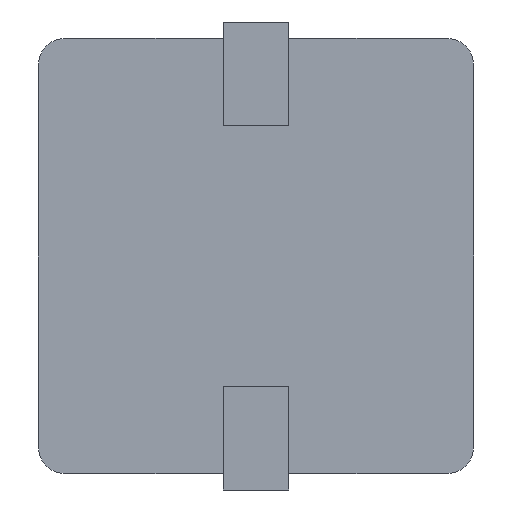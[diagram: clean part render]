
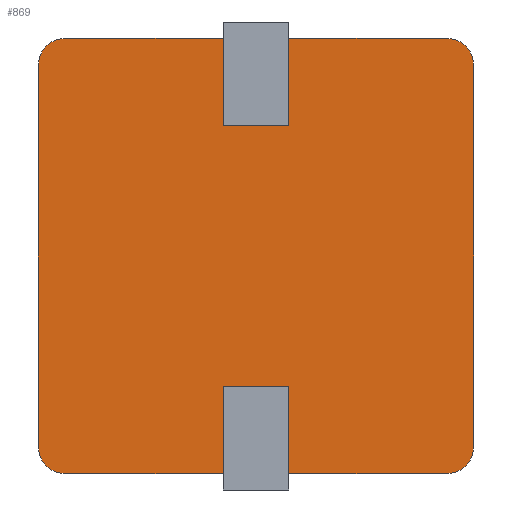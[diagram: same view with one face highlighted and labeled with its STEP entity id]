
A CAD part, front view. The second image highlights one B-rep face of the part: STEP entity #869.
In plain terms, the highlighted planar face has unit normal (0, -1, 0).
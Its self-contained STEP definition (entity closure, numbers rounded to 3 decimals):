
#21 = ORIENTED_EDGE ( 'NONE', *, *, #2668, .F. ) ;
#26 = ORIENTED_EDGE ( 'NONE', *, *, #4008, .F. ) ;
#53 = CARTESIAN_POINT ( 'NONE',  ( 0.3, 0., -2. ) ) ;
#95 = CARTESIAN_POINT ( 'NONE',  ( -0.3, 0., -1.2 ) ) ;
#104 = PLANE ( 'NONE',  #1960 ) ;
#194 = ORIENTED_EDGE ( 'NONE', *, *, #684, .F. ) ;
#196 = CARTESIAN_POINT ( 'NONE',  ( -2., 0., 1.75 ) ) ;
#203 = ORIENTED_EDGE ( 'NONE', *, *, #2265, .F. ) ;
#211 = EDGE_CURVE ( 'NONE', #1848, #1194, #407, .T. ) ;
#256 = DIRECTION ( 'NONE',  ( 0., 0., 1. ) ) ;
#262 = LINE ( 'NONE', #1566, #1830 ) ;
#323 = AXIS2_PLACEMENT_3D ( 'NONE', #2535, #2213, #917 ) ;
#376 = VERTEX_POINT ( 'NONE', #2654 ) ;
#385 = CARTESIAN_POINT ( 'NONE',  ( -1.75, 0., 1.75 ) ) ;
#387 = VECTOR ( 'NONE', #1866, 1000. ) ;
#388 = ORIENTED_EDGE ( 'NONE', *, *, #211, .F. ) ;
#401 = VERTEX_POINT ( 'NONE', #2414 ) ;
#407 = LINE ( 'NONE', #1642, #3582 ) ;
#420 = CARTESIAN_POINT ( 'NONE',  ( -0.3, 0., 2. ) ) ;
#453 = VERTEX_POINT ( 'NONE', #2205 ) ;
#526 = VECTOR ( 'NONE', #2655, 1000. ) ;
#565 = CARTESIAN_POINT ( 'NONE',  ( 2., 0., 1.75 ) ) ;
#679 = DIRECTION ( 'NONE',  ( 1., 0., 0. ) ) ;
#684 = EDGE_CURVE ( 'NONE', #1715, #2165, #3094, .T. ) ;
#708 = EDGE_CURVE ( 'NONE', #2289, #453, #2519, .T. ) ;
#735 = AXIS2_PLACEMENT_3D ( 'NONE', #385, #2621, #1665 ) ;
#739 = EDGE_CURVE ( 'NONE', #3173, #1370, #2835, .T. ) ;
#750 = DIRECTION ( 'NONE',  ( 0., 0., -1. ) ) ;
#826 = LINE ( 'NONE', #2137, #4091 ) ;
#869 = ADVANCED_FACE ( 'NONE', ( #2639 ), #104, .T. ) ;
#903 = DIRECTION ( 'NONE',  ( 0., 1., 0. ) ) ;
#917 = DIRECTION ( 'NONE',  ( 0., 0., -1. ) ) ;
#920 = EDGE_CURVE ( 'NONE', #4251, #3588, #3176, .T. ) ;
#1010 = ORIENTED_EDGE ( 'NONE', *, *, #3059, .F. ) ;
#1065 = LINE ( 'NONE', #2375, #2524 ) ;
#1145 = DIRECTION ( 'NONE',  ( 0., 0., 1. ) ) ;
#1166 = VERTEX_POINT ( 'NONE', #95 ) ;
#1194 = VERTEX_POINT ( 'NONE', #53 ) ;
#1199 = ORIENTED_EDGE ( 'NONE', *, *, #3246, .T. ) ;
#1240 = CARTESIAN_POINT ( 'NONE',  ( -0.3, 0., 2. ) ) ;
#1245 = DIRECTION ( 'NONE',  ( -1., 0., 0. ) ) ;
#1254 = EDGE_CURVE ( 'NONE', #1868, #1166, #2053, .T. ) ;
#1301 = CARTESIAN_POINT ( 'NONE',  ( -1.75, 0., 2. ) ) ;
#1302 = CARTESIAN_POINT ( 'NONE',  ( -0.3, 0., -2. ) ) ;
#1309 = CARTESIAN_POINT ( 'NONE',  ( 2., 0., 1.75 ) ) ;
#1317 = LINE ( 'NONE', #2904, #3828 ) ;
#1349 = CIRCLE ( 'NONE', #1559, 0.25 ) ;
#1370 = VERTEX_POINT ( 'NONE', #1838 ) ;
#1392 = DIRECTION ( 'NONE',  ( 0., 1., 0. ) ) ;
#1401 = VECTOR ( 'NONE', #1145, 1000. ) ;
#1434 = CARTESIAN_POINT ( 'NONE',  ( -2., 0., -1.75 ) ) ;
#1484 = VECTOR ( 'NONE', #256, 1000. ) ;
#1559 = AXIS2_PLACEMENT_3D ( 'NONE', #2638, #1392, #2698 ) ;
#1566 = CARTESIAN_POINT ( 'NONE',  ( 0.3, 0., 1.2 ) ) ;
#1579 = CARTESIAN_POINT ( 'NONE',  ( 2., 0., -1.75 ) ) ;
#1586 = VERTEX_POINT ( 'NONE', #2459 ) ;
#1642 = CARTESIAN_POINT ( 'NONE',  ( -1.75, 0., -2. ) ) ;
#1665 = DIRECTION ( 'NONE',  ( 0., 0., -1. ) ) ;
#1715 = VERTEX_POINT ( 'NONE', #1309 ) ;
#1830 = VECTOR ( 'NONE', #1245, 1000. ) ;
#1838 = CARTESIAN_POINT ( 'NONE',  ( -2., 0., 1.75 ) ) ;
#1848 = VERTEX_POINT ( 'NONE', #4166 ) ;
#1866 = DIRECTION ( 'NONE',  ( 1., 0., 0. ) ) ;
#1868 = VERTEX_POINT ( 'NONE', #1302 ) ;
#1903 = ORIENTED_EDGE ( 'NONE', *, *, #3273, .F. ) ;
#1960 = AXIS2_PLACEMENT_3D ( 'NONE', #2365, #3349, #750 ) ;
#2053 = LINE ( 'NONE', #3295, #526 ) ;
#2130 = EDGE_CURVE ( 'NONE', #2356, #3588, #3859, .T. ) ;
#2135 = EDGE_CURVE ( 'NONE', #376, #3173, #3892, .T. ) ;
#2137 = CARTESIAN_POINT ( 'NONE',  ( 0.3, 0., -2. ) ) ;
#2165 = VERTEX_POINT ( 'NONE', #1579 ) ;
#2205 = CARTESIAN_POINT ( 'NONE',  ( 0.3, 0., 2. ) ) ;
#2213 = DIRECTION ( 'NONE',  ( 0., 1., 0. ) ) ;
#2265 = EDGE_CURVE ( 'NONE', #1194, #1586, #826, .T. ) ;
#2289 = VERTEX_POINT ( 'NONE', #4109 ) ;
#2356 = VERTEX_POINT ( 'NONE', #3912 ) ;
#2365 = CARTESIAN_POINT ( 'NONE',  ( 1.75, 0., -1.75 ) ) ;
#2375 = CARTESIAN_POINT ( 'NONE',  ( -1.75, 0., -2. ) ) ;
#2414 = CARTESIAN_POINT ( 'NONE',  ( 1.75, 0., 2. ) ) ;
#2459 = CARTESIAN_POINT ( 'NONE',  ( 0.3, 0., -1.2 ) ) ;
#2469 = CARTESIAN_POINT ( 'NONE',  ( -1.75, 0., 2. ) ) ;
#2487 = ORIENTED_EDGE ( 'NONE', *, *, #3243, .F. ) ;
#2511 = ORIENTED_EDGE ( 'NONE', *, *, #2130, .T. ) ;
#2519 = LINE ( 'NONE', #4082, #1401 ) ;
#2524 = VECTOR ( 'NONE', #2711, 1000. ) ;
#2535 = CARTESIAN_POINT ( 'NONE',  ( -1.75, 0., -1.75 ) ) ;
#2560 = LINE ( 'NONE', #1301, #4236 ) ;
#2562 = ORIENTED_EDGE ( 'NONE', *, *, #739, .F. ) ;
#2610 = DIRECTION ( 'NONE',  ( -1., 0., 0. ) ) ;
#2621 = DIRECTION ( 'NONE',  ( 0., 1., 0. ) ) ;
#2631 = VECTOR ( 'NONE', #3161, 1000. ) ;
#2638 = CARTESIAN_POINT ( 'NONE',  ( 1.75, 0., 1.75 ) ) ;
#2639 = FACE_OUTER_BOUND ( 'NONE', #3032, .T. ) ;
#2654 = CARTESIAN_POINT ( 'NONE',  ( -1.75, 0., -2. ) ) ;
#2655 = DIRECTION ( 'NONE',  ( 0., 0., 1. ) ) ;
#2668 = EDGE_CURVE ( 'NONE', #401, #1715, #1349, .T. ) ;
#2698 = DIRECTION ( 'NONE',  ( 0., 0., 1. ) ) ;
#2711 = DIRECTION ( 'NONE',  ( -1., 0., 0. ) ) ;
#2813 = DIRECTION ( 'NONE',  ( 0., 0., 1. ) ) ;
#2835 = LINE ( 'NONE', #196, #3727 ) ;
#2904 = CARTESIAN_POINT ( 'NONE',  ( 0.3, 0., -1.2 ) ) ;
#2931 = ORIENTED_EDGE ( 'NONE', *, *, #3608, .F. ) ;
#2983 = ORIENTED_EDGE ( 'NONE', *, *, #708, .F. ) ;
#3013 = ORIENTED_EDGE ( 'NONE', *, *, #1254, .T. ) ;
#3032 = EDGE_LOOP ( 'NONE', ( #26, #203, #388, #2487, #194, #21, #1903, #2983, #1199, #2511, #3653, #1010, #2562, #3237, #2931, #3013 ) ) ;
#3059 = EDGE_CURVE ( 'NONE', #1370, #4251, #3893, .T. ) ;
#3094 = LINE ( 'NONE', #565, #2631 ) ;
#3135 = CIRCLE ( 'NONE', #3680, 0.25 ) ;
#3161 = DIRECTION ( 'NONE',  ( 0., 0., -1. ) ) ;
#3173 = VERTEX_POINT ( 'NONE', #1434 ) ;
#3176 = LINE ( 'NONE', #2469, #387 ) ;
#3237 = ORIENTED_EDGE ( 'NONE', *, *, #2135, .F. ) ;
#3243 = EDGE_CURVE ( 'NONE', #2165, #1848, #3135, .T. ) ;
#3246 = EDGE_CURVE ( 'NONE', #2289, #2356, #262, .T. ) ;
#3273 = EDGE_CURVE ( 'NONE', #453, #401, #2560, .T. ) ;
#3295 = CARTESIAN_POINT ( 'NONE',  ( -0.3, 0., -2. ) ) ;
#3349 = DIRECTION ( 'NONE',  ( 0., -1., 0. ) ) ;
#3438 = DIRECTION ( 'NONE',  ( 0., 0., 1. ) ) ;
#3518 = DIRECTION ( 'NONE',  ( 0., 0., -1. ) ) ;
#3582 = VECTOR ( 'NONE', #3620, 1000. ) ;
#3588 = VERTEX_POINT ( 'NONE', #420 ) ;
#3608 = EDGE_CURVE ( 'NONE', #1868, #376, #1065, .T. ) ;
#3620 = DIRECTION ( 'NONE',  ( -1., 0., 0. ) ) ;
#3653 = ORIENTED_EDGE ( 'NONE', *, *, #920, .F. ) ;
#3680 = AXIS2_PLACEMENT_3D ( 'NONE', #3843, #903, #3518 ) ;
#3727 = VECTOR ( 'NONE', #2813, 1000. ) ;
#3828 = VECTOR ( 'NONE', #2610, 1000. ) ;
#3843 = CARTESIAN_POINT ( 'NONE',  ( 1.75, 0., -1.75 ) ) ;
#3859 = LINE ( 'NONE', #1240, #1484 ) ;
#3892 = CIRCLE ( 'NONE', #323, 0.25 ) ;
#3893 = CIRCLE ( 'NONE', #735, 0.25 ) ;
#3912 = CARTESIAN_POINT ( 'NONE',  ( -0.3, 0., 1.2 ) ) ;
#4008 = EDGE_CURVE ( 'NONE', #1586, #1166, #1317, .T. ) ;
#4082 = CARTESIAN_POINT ( 'NONE',  ( 0.3, 0., 2. ) ) ;
#4091 = VECTOR ( 'NONE', #3438, 1000. ) ;
#4109 = CARTESIAN_POINT ( 'NONE',  ( 0.3, 0., 1.2 ) ) ;
#4166 = CARTESIAN_POINT ( 'NONE',  ( 1.75, 0., -2. ) ) ;
#4180 = CARTESIAN_POINT ( 'NONE',  ( -1.75, 0., 2. ) ) ;
#4236 = VECTOR ( 'NONE', #679, 1000. ) ;
#4251 = VERTEX_POINT ( 'NONE', #4180 ) ;
